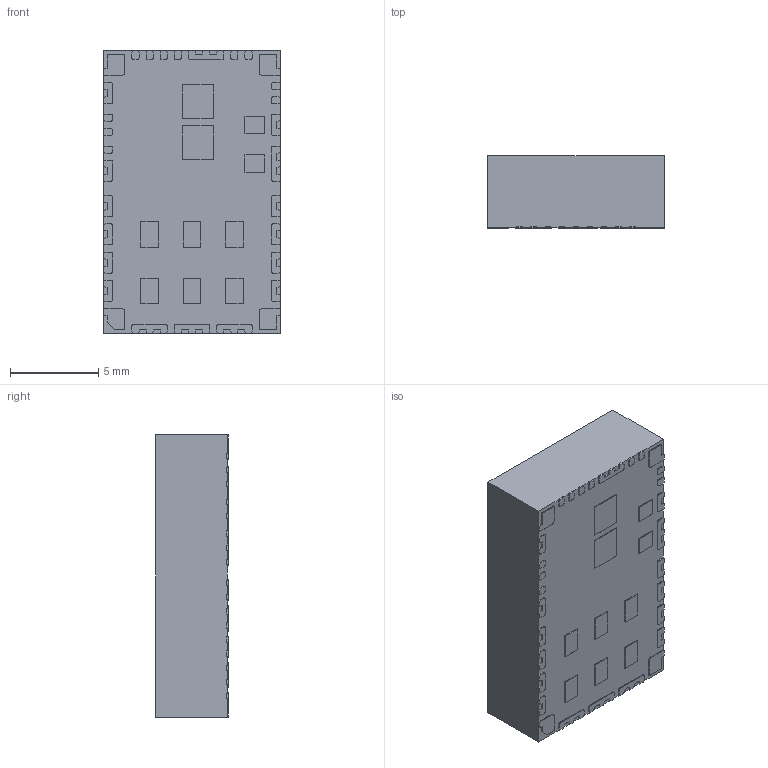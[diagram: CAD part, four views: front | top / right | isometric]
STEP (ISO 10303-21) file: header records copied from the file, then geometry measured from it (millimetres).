
FILE_DESCRIPTION (( 'STEP AP214' ), '1' );
FILE_NAME ('RLX41.STEP', '2020-08-16T22:06:27', ( '' ), ( '' ), 'SwSTEP 2.0', 'SolidWorks 2017', '' );
FILE_SCHEMA (( 'AUTOMOTIVE_DESIGN' ));
Length unit declared in the file: millimetre
Products named in the file (1): RLX41
Bounding box: 10 x 4.1 x 16 mm (x, y, z)
Volume: 649.7 mm3; surface area: 620.1 mm2
Topology: 42 solids, 42 shells, 936 faces, 2526 edges, 1684 vertices
Faces by surface type: plane 820, cylinder 116
Entity records: 34150 total; most frequent: CARTESIAN_POINT 5147, ORIENTED_EDGE 5052, DIRECTION 4632, EDGE_CURVE 2526, LINE 2294, VECTOR 2294, VERTEX_POINT 1684, AXIS2_PLACEMENT_3D 1169
